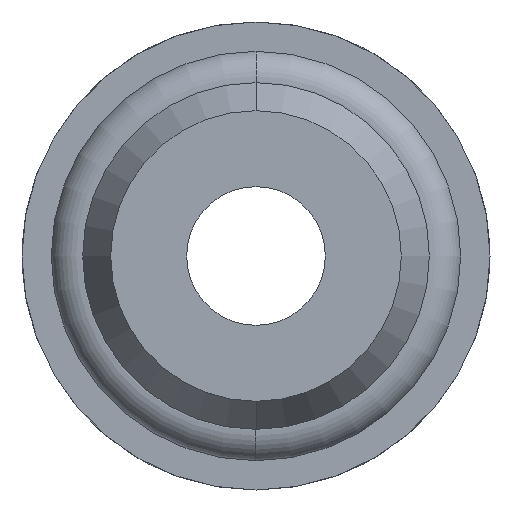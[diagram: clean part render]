
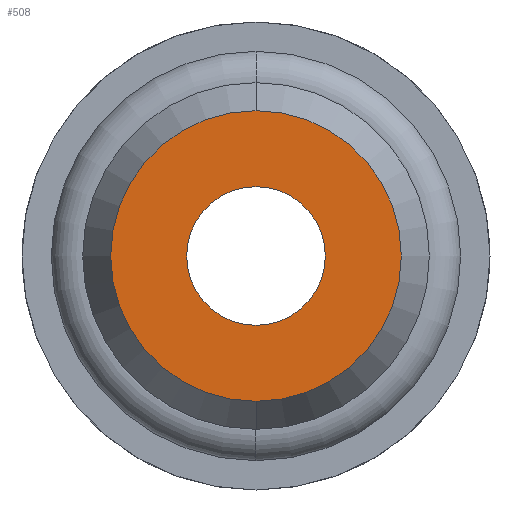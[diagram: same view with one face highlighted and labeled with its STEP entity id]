
A CAD part, front view. The second image highlights one B-rep face of the part: STEP entity #508.
In plain terms, the highlighted planar face has unit normal (0, -1, 0).
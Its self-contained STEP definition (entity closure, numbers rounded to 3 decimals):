
#365 = VERTEX_POINT ( 'NONE', #1166 ) ;
#366 = VERTEX_POINT ( 'NONE', #1161 ) ;
#426 = EDGE_CURVE ( 'NONE', #365, #366, #1296, .T. ) ;
#478 = ORIENTED_EDGE ( 'NONE', *, *, #638, .T. ) ;
#507 = EDGE_CURVE ( 'NONE', #366, #365, #1535, .T. ) ;
#508 = ADVANCED_FACE ( 'NONE', ( #1530, #1529 ), #1528, .T. ) ;
#509 = EDGE_LOOP ( 'NONE', ( #530, #531 ) ) ;
#530 = ORIENTED_EDGE ( 'NONE', *, *, #507, .F. ) ;
#531 = ORIENTED_EDGE ( 'NONE', *, *, #426, .F. ) ;
#532 = EDGE_LOOP ( 'NONE', ( #533, #478 ) ) ;
#533 = ORIENTED_EDGE ( 'NONE', *, *, #534, .T. ) ;
#534 = EDGE_CURVE ( 'NONE', #640, #639, #1429, .T. ) ;
#638 = EDGE_CURVE ( 'NONE', #639, #640, #1767, .T. ) ;
#639 = VERTEX_POINT ( 'NONE', #1762 ) ;
#640 = VERTEX_POINT ( 'NONE', #1761 ) ;
#1161 = CARTESIAN_POINT ( 'NONE',  ( 0., 0., -2. ) ) ;
#1166 = CARTESIAN_POINT ( 'NONE',  ( 0., 0., 2. ) ) ;
#1292 = DIRECTION ( 'NONE',  ( 0., 0., -1. ) ) ;
#1293 = DIRECTION ( 'NONE',  ( 0., -1., 0. ) ) ;
#1294 = CARTESIAN_POINT ( 'NONE',  ( 0., 0., 0. ) ) ;
#1295 = AXIS2_PLACEMENT_3D ( 'NONE', #1294, #1293, #1292 ) ;
#1296 = CIRCLE ( 'NONE', #1295, 2. ) ;
#1425 = DIRECTION ( 'NONE',  ( 0., 0., -1. ) ) ;
#1426 = DIRECTION ( 'NONE',  ( 0., -1., 0. ) ) ;
#1427 = CARTESIAN_POINT ( 'NONE',  ( 0., 0., 0. ) ) ;
#1428 = AXIS2_PLACEMENT_3D ( 'NONE', #1427, #1426, #1425 ) ;
#1429 = CIRCLE ( 'NONE', #1428, 4.192 ) ;
#1505 = DIRECTION ( 'NONE',  ( 0., 0., -1. ) ) ;
#1525 = DIRECTION ( 'NONE',  ( 0., -1., 0. ) ) ;
#1526 = AXIS2_PLACEMENT_3D ( 'NONE', #1527, #1525, #1505 ) ;
#1527 = CARTESIAN_POINT ( 'NONE',  ( 0., 0., 0. ) ) ;
#1528 = PLANE ( 'NONE',  #1526 ) ;
#1529 = FACE_OUTER_BOUND ( 'NONE', #532, .T. ) ;
#1530 = FACE_BOUND ( 'NONE', #509, .T. ) ;
#1531 = DIRECTION ( 'NONE',  ( 0., 0., -1. ) ) ;
#1532 = DIRECTION ( 'NONE',  ( 0., -1., 0. ) ) ;
#1533 = CARTESIAN_POINT ( 'NONE',  ( 0., 0., 0. ) ) ;
#1534 = AXIS2_PLACEMENT_3D ( 'NONE', #1533, #1532, #1531 ) ;
#1535 = CIRCLE ( 'NONE', #1534, 2. ) ;
#1761 = CARTESIAN_POINT ( 'NONE',  ( 0., 0., 4.192 ) ) ;
#1762 = CARTESIAN_POINT ( 'NONE',  ( 0., 0., -4.192 ) ) ;
#1763 = DIRECTION ( 'NONE',  ( 0., 0., -1. ) ) ;
#1764 = DIRECTION ( 'NONE',  ( 0., -1., 0. ) ) ;
#1765 = CARTESIAN_POINT ( 'NONE',  ( 0., 0., 0. ) ) ;
#1766 = AXIS2_PLACEMENT_3D ( 'NONE', #1765, #1764, #1763 ) ;
#1767 = CIRCLE ( 'NONE', #1766, 4.192 ) ;
